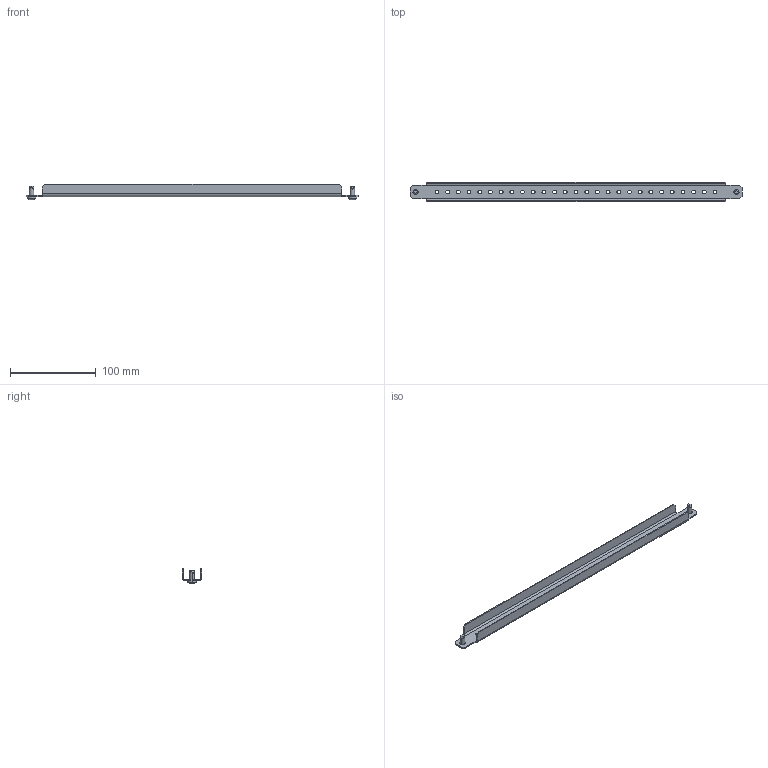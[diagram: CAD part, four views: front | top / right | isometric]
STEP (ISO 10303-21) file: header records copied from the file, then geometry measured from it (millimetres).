
FILE_DESCRIPTION (( 'STEP AP203' ), '1' );
FILE_NAME ('U0661502514 Êîìïëåêò ðååê ãëóõîé äâåðè LC2 0050 (000.801.565).STEP', '2022-04-18T08:13:23', ( '' ), ( '' ), 'SwSTEP 2.0', 'SolidWorks 2017', '' );
FILE_SCHEMA (( 'CONFIG_CONTROL_DESIGN' ));
Length unit declared in the file: millimetre
Products named in the file (3): Âèíò DIN 7500 C TORX_Œ5å12; 025-172 Ðåéêà äëÿ ãëóõîé äâåðè LC2_00 (00.50); U0661502514 Êîìïëåêò ðååê ãëóõîé äâåðè LC2 0050 (000.801.565)
Assembly tree (3 placements, depth 2):
  U0661502514 Êîìïëåêò ðååê ãëóõîé äâåðè LC2 0050 (000.801.565)
    025-172 Ðåéêà äëÿ ãëóõîé äâåðè LC2_00 (00.50)
    Âèíò DIN 7500 C TORX_Œ5å12  x2
Bounding box: 388 x 23 x 18.19 mm (x, y, z)
Volume: 23978.7 mm3; surface area: 35706.7 mm2
Topology: 3 solids, 3 shells, 174 faces, 478 edges, 312 vertices
Faces by surface type: cylinder 96, plane 66, cone 8, sphere 4
Entity records: 4799 total; most frequent: CARTESIAN_POINT 865, DIRECTION 781, ORIENTED_EDGE 732, EDGE_CURVE 366, AXIS2_PLACEMENT_3D 300, VERTEX_POINT 238, EDGE_LOOP 192, VECTOR 181
